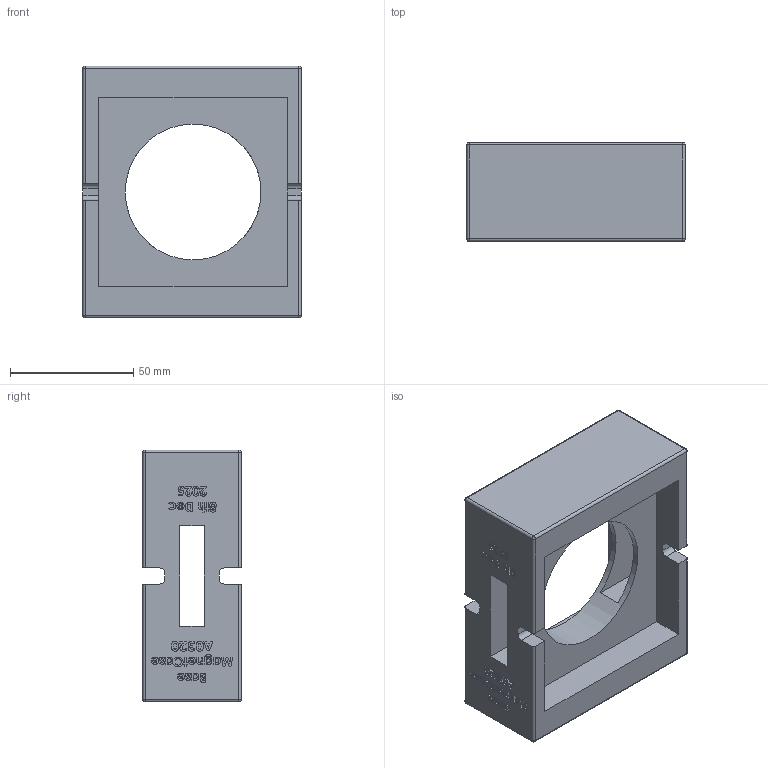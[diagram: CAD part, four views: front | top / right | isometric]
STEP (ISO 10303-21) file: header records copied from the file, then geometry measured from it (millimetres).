
FILE_DESCRIPTION(/* description */ (''),/* implementation_level */ '2;1');
FILE_NAME(/* name */ 'Base_Casing_A0320.stp',/* time_stamp */ '2025-12-19T13:01:20-05:00',/* author */ ('SCANTURK'),/* organization */ (''),/* preprocessor_version */ 'ST-DEVELOPER v20.1',/* originating_system */ 'Autodesk Inventor 2026',/* authorisation */ '');
FILE_SCHEMA (('AUTOMOTIVE_DESIGN { 1 0 10303 214 3 1 1 }'));
Length unit declared in the file: millimetre
Products named in the file (1): Base_Casing_A0645_v2
Bounding box: 88.5 x 40 x 102 mm (x, y, z)
Volume: 161475.3 mm3; surface area: 41535.1 mm2
Topology: 1 solids, 1 shells, 517 faces, 1386 edges, 917 vertices
Faces by surface type: plane 245, bspline 239, cylinder 25, sphere 8
Full cylindrical faces by diameter (mm): 55 x1
Entity records: 17931 total; most frequent: CARTESIAN_POINT 6535, ORIENTED_EDGE 2772, DIRECTION 1522, EDGE_CURVE 1386, VERTEX_POINT 916, LINE 852, VECTOR 852, EDGE_LOOP 568
